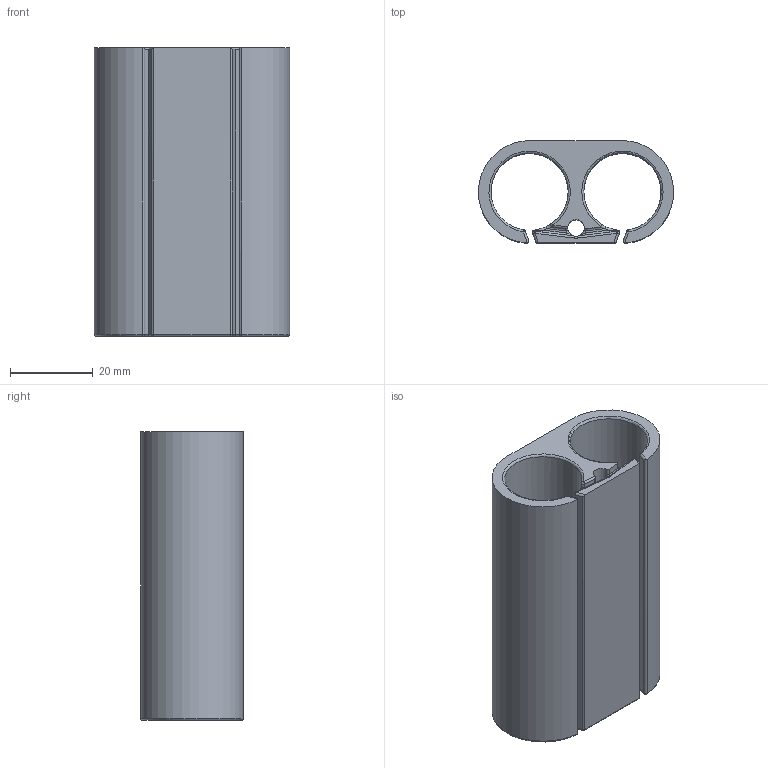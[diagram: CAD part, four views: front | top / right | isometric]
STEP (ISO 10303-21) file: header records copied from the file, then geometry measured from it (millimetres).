
FILE_DESCRIPTION(/* description */ (''),/* implementation_level */ '2;1');
FILE_NAME(/* name */ '18650 to 21700 sleeve v3.step',/* time_stamp */ '2024-10-22T14:21:00-03:00',/* author */ (''),/* organization */ (''),/* preprocessor_version */ 'ST-DEVELOPER v20',/* originating_system */ 'Autodesk Translation Framework v13.20.0.188',/* authorisation */ '');
FILE_SCHEMA (('AUTOMOTIVE_DESIGN { 1 0 10303 214 3 1 1 }'));
Length unit declared in the file: millimetre
Products named in the file (1): 18650 to 21700 sleeve
Bounding box: 47.29 x 24.8 x 70 mm (x, y, z)
Volume: 32755 mm3; surface area: 18910.2 mm2
Topology: 1 solids, 1 shells, 87 faces, 195 edges, 107 vertices
Faces by surface type: cylinder 36, sphere 15, plane 15, torus 11, bspline 10
Full cylindrical faces by diameter (mm): 4.007 x1
Entity records: 2774 total; most frequent: CARTESIAN_POINT 831, DIRECTION 428, ORIENTED_EDGE 386, EDGE_CURVE 193, AXIS2_PLACEMENT_3D 179, VERTEX_POINT 107, CIRCLE 94, EDGE_LOOP 88
